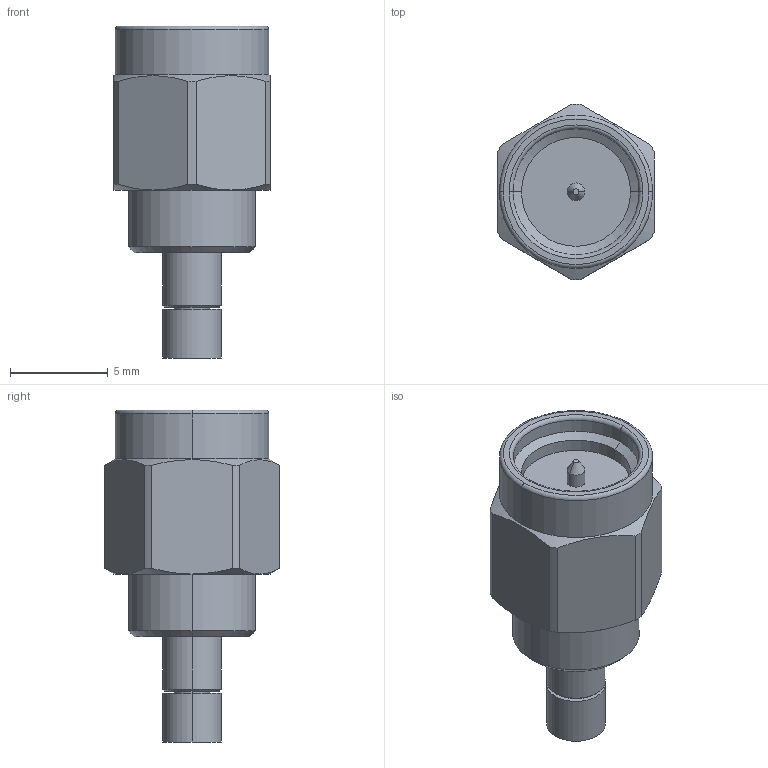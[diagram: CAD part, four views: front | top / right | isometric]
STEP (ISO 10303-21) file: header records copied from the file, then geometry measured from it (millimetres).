
FILE_DESCRIPTION (( 'STEP AP214' ), '1' );
FILE_NAME ('J01150C0671o1.STEP', '2021-01-27T15:28:42', ( '' ), ( '' ), 'SwSTEP 2.0', 'SolidWorks 2020', '' );
FILE_SCHEMA (( 'AUTOMOTIVE_DESIGN' ));
Length unit declared in the file: millimetre
Products named in the file (1): J01150C0671o1
Bounding box: 8 x 9 x 17 mm (x, y, z)
Volume: 532.1 mm3; surface area: 499.4 mm2
Topology: 1 solids, 1 shells, 66 faces, 142 edges, 86 vertices
Faces by surface type: cylinder 28, cone 18, plane 16, torus 4
Entity records: 2581 total; most frequent: CARTESIAN_POINT 395, DIRECTION 332, ORIENTED_EDGE 284, AXIS2_PLACEMENT_3D 143, EDGE_CURVE 142, VERTEX_POINT 86, CIRCLE 76, EDGE_LOOP 74
